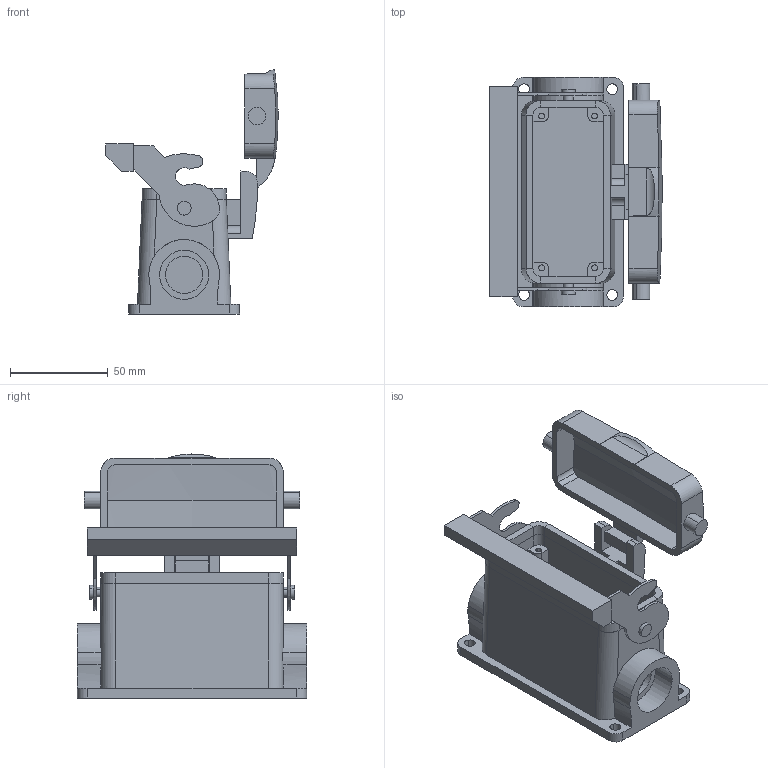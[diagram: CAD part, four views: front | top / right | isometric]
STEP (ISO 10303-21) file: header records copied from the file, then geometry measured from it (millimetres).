
FILE_DESCRIPTION(('CATIA V5 STEP Exchange','CAx-IF Rec.Pracs.--- Model Styling and Organization---1.4--- 2014-01-23'),'2;1');
FILE_NAME ('D1451799_0', '2019-07-25T14:00:54+00:00', ('none'), ('Weidmueller'), 'CATIA Version 5-6 Release 2016 SP3 HF44', 'CATIA V5 STEP AP214', 'none');
FILE_SCHEMA(('AUTOMOTIVE_DESIGN { 1 0 10303 214 1 1 1 1 }'));
Length unit declared in the file: millimetre
Products named in the file (1): 1415810000
Bounding box: 87.98 x 117 x 124.56 mm (x, y, z)
Volume: 174805.4 mm3; surface area: 78208.8 mm2
Topology: 2 solids, 2 shells, 222 faces, 582 edges, 380 vertices
Faces by surface type: plane 111, cylinder 104, revolution 4, torus 3
Entity records: 7011 total; most frequent: CARTESIAN_POINT 1842, ORIENTED_EDGE 1164, DIRECTION 826, EDGE_CURVE 582, VERTEX_POINT 380, VECTOR 334, LINE 334, AXIS2_PLACEMENT_3D 325
